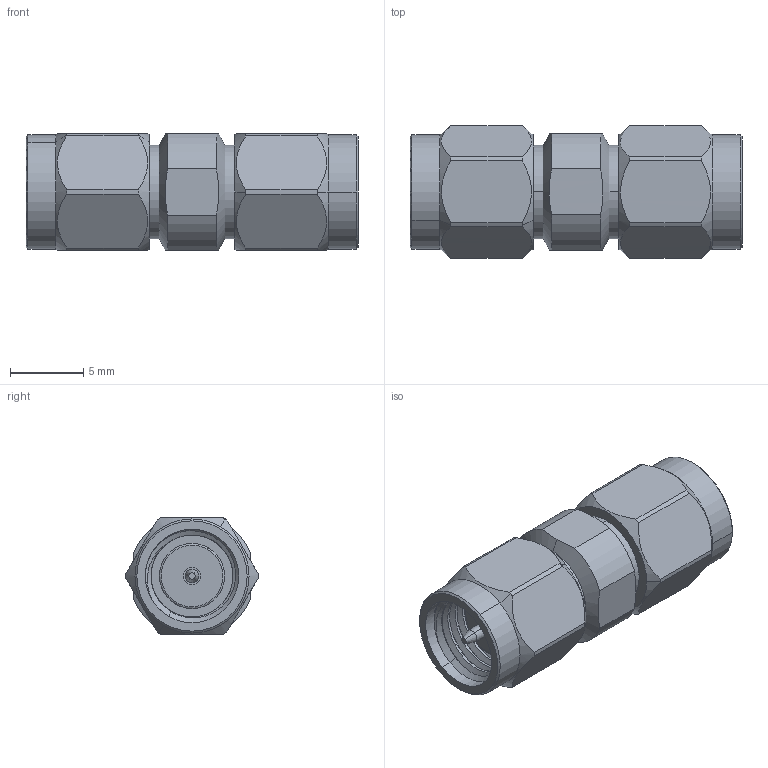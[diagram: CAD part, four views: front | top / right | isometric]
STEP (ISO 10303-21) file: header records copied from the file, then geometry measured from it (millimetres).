
FILE_DESCRIPTION (( 'STEP AP214' ), '1' );
FILE_NAME ('FMAD1251_3D.step', '2025-03-31T17:07:55', ( '' ), ( '' ), 'SwSTEP 2.0', 'SolidWorks 2022', '' );
FILE_SCHEMA (( 'AUTOMOTIVE_DESIGN' ));
Length unit declared in the file: inch
Products named in the file (1): FMAD1251_3D
Bounding box: 22.6 x 8.99 x 7.94 mm (x, y, z)
Volume: 915.1 mm3; surface area: 1138.7 mm2
Topology: 1 solids, 1 shells, 133 faces, 332 edges, 212 vertices
Faces by surface type: cylinder 68, plane 29, cone 26, bspline 10
Entity records: 6590 total; most frequent: CARTESIAN_POINT 3590, ORIENTED_EDGE 664, DIRECTION 572, EDGE_CURVE 332, AXIS2_PLACEMENT_3D 232, VERTEX_POINT 212, EDGE_LOOP 144, FACE_OUTER_BOUND 133
